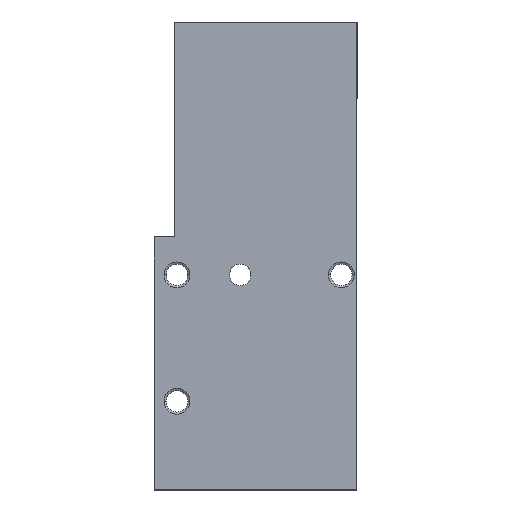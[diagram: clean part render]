
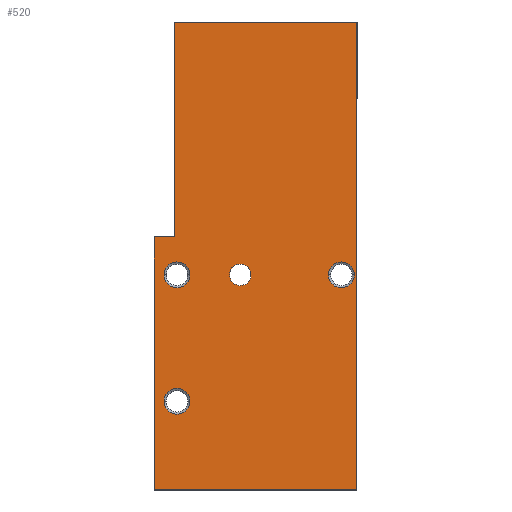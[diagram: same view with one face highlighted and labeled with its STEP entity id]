
A CAD part, top view. The second image highlights one B-rep face of the part: STEP entity #520.
In plain terms, the highlighted planar face has unit normal (0, 0, 1).
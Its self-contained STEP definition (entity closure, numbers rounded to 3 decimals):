
#294 = VERTEX_POINT ( 'NONE', #2113 ) ;
#296 = EDGE_CURVE ( 'NONE', #294, #297, #2112, .T. ) ;
#297 = VERTEX_POINT ( 'NONE', #2107 ) ;
#438 = VERTEX_POINT ( 'NONE', #2728 ) ;
#496 = ORIENTED_EDGE ( 'NONE', *, *, #497, .T. ) ;
#497 = EDGE_CURVE ( 'NONE', #692, #553, #2628, .T. ) ;
#498 = ORIENTED_EDGE ( 'NONE', *, *, #502, .T. ) ;
#499 = ORIENTED_EDGE ( 'NONE', *, *, #559, .T. ) ;
#500 = ORIENTED_EDGE ( 'NONE', *, *, #510, .T. ) ;
#502 = EDGE_CURVE ( 'NONE', #553, #554, #2683, .T. ) ;
#510 = EDGE_CURVE ( 'NONE', #557, #1377, #2612, .T. ) ;
#520 = ADVANCED_FACE ( 'NONE', ( #2594, #2593, #2592, #2591, #2590 ), #2589, .F. ) ;
#521 = EDGE_LOOP ( 'NONE', ( #522, #676 ) ) ;
#522 = ORIENTED_EDGE ( 'NONE', *, *, #523, .F. ) ;
#523 = EDGE_CURVE ( 'NONE', #297, #294, #2835, .T. ) ;
#553 = VERTEX_POINT ( 'NONE', #2856 ) ;
#554 = VERTEX_POINT ( 'NONE', #2855 ) ;
#557 = VERTEX_POINT ( 'NONE', #2843 ) ;
#559 = EDGE_CURVE ( 'NONE', #554, #557, #2842, .T. ) ;
#629 = VERTEX_POINT ( 'NONE', #3002 ) ;
#631 = EDGE_CURVE ( 'NONE', #629, #632, #2893, .T. ) ;
#632 = VERTEX_POINT ( 'NONE', #2888 ) ;
#642 = EDGE_CURVE ( 'NONE', #438, #643, #2963, .T. ) ;
#643 = VERTEX_POINT ( 'NONE', #2958 ) ;
#669 = ORIENTED_EDGE ( 'NONE', *, *, #1376, .T. ) ;
#676 = ORIENTED_EDGE ( 'NONE', *, *, #296, .F. ) ;
#677 = EDGE_LOOP ( 'NONE', ( #678, #680 ) ) ;
#678 = ORIENTED_EDGE ( 'NONE', *, *, #679, .F. ) ;
#679 = EDGE_CURVE ( 'NONE', #632, #629, #3120, .T. ) ;
#680 = ORIENTED_EDGE ( 'NONE', *, *, #631, .F. ) ;
#681 = EDGE_LOOP ( 'NONE', ( #682, #684 ) ) ;
#682 = ORIENTED_EDGE ( 'NONE', *, *, #683, .F. ) ;
#683 = EDGE_CURVE ( 'NONE', #643, #438, #3115, .T. ) ;
#684 = ORIENTED_EDGE ( 'NONE', *, *, #642, .F. ) ;
#685 = EDGE_LOOP ( 'NONE', ( #686, #687 ) ) ;
#686 = ORIENTED_EDGE ( 'NONE', *, *, #706, .F. ) ;
#687 = ORIENTED_EDGE ( 'NONE', *, *, #688, .F. ) ;
#688 = EDGE_CURVE ( 'NONE', #708, #707, #3110, .T. ) ;
#689 = EDGE_LOOP ( 'NONE', ( #690, #496, #498, #499, #500, #669 ) ) ;
#690 = ORIENTED_EDGE ( 'NONE', *, *, #691, .F. ) ;
#691 = EDGE_CURVE ( 'NONE', #692, #1374, #3105, .T. ) ;
#692 = VERTEX_POINT ( 'NONE', #3101 ) ;
#706 = EDGE_CURVE ( 'NONE', #707, #708, #3298, .T. ) ;
#707 = VERTEX_POINT ( 'NONE', #3294 ) ;
#708 = VERTEX_POINT ( 'NONE', #3293 ) ;
#1374 = VERTEX_POINT ( 'NONE', #4085 ) ;
#1376 = EDGE_CURVE ( 'NONE', #1377, #1374, #4084, .T. ) ;
#1377 = VERTEX_POINT ( 'NONE', #4080 ) ;
#1628 = DIRECTION ( 'NONE',  ( 0., 0., -1. ) ) ;
#1953 = DIRECTION ( 'NONE',  ( -1., 0., 0. ) ) ;
#2107 = CARTESIAN_POINT ( 'NONE',  ( 79.1, 85., 50. ) ) ;
#2108 = DIRECTION ( 'NONE',  ( 1., 0., 0. ) ) ;
#2109 = DIRECTION ( 'NONE',  ( 0., 0., 1. ) ) ;
#2110 = CARTESIAN_POINT ( 'NONE',  ( 74., 85., 50. ) ) ;
#2111 = AXIS2_PLACEMENT_3D ( 'NONE', #2110, #2109, #2108 ) ;
#2112 = CIRCLE ( 'NONE', #2111, 5.1 ) ;
#2113 = CARTESIAN_POINT ( 'NONE',  ( 68.9, 85., 50. ) ) ;
#2587 = CARTESIAN_POINT ( 'NONE',  ( 0., 185., 50. ) ) ;
#2588 = AXIS2_PLACEMENT_3D ( 'NONE', #2587, #1628, #1953 ) ;
#2589 = PLANE ( 'NONE',  #2588 ) ;
#2590 = FACE_OUTER_BOUND ( 'NONE', #689, .T. ) ;
#2591 = FACE_BOUND ( 'NONE', #685, .T. ) ;
#2592 = FACE_BOUND ( 'NONE', #681, .T. ) ;
#2593 = FACE_BOUND ( 'NONE', #677, .T. ) ;
#2594 = FACE_BOUND ( 'NONE', #521, .T. ) ;
#2609 = DIRECTION ( 'NONE',  ( 0., 1., 0. ) ) ;
#2610 = VECTOR ( 'NONE', #2609, 1000. ) ;
#2611 = CARTESIAN_POINT ( 'NONE',  ( 80., 0., 50. ) ) ;
#2612 = LINE ( 'NONE', #2611, #2610 ) ;
#2624 = DIRECTION ( 'NONE',  ( -1., 0., 0. ) ) ;
#2625 = VECTOR ( 'NONE', #2624, 1000. ) ;
#2626 = CARTESIAN_POINT ( 'NONE',  ( 8., 100., 50. ) ) ;
#2628 = LINE ( 'NONE', #2626, #2625 ) ;
#2680 = DIRECTION ( 'NONE',  ( 0., -1., 0. ) ) ;
#2681 = VECTOR ( 'NONE', #2680, 1000. ) ;
#2682 = CARTESIAN_POINT ( 'NONE',  ( 0., 0., 50. ) ) ;
#2683 = LINE ( 'NONE', #2682, #2681 ) ;
#2728 = CARTESIAN_POINT ( 'NONE',  ( 3.9, 35., 50. ) ) ;
#2830 = CARTESIAN_POINT ( 'NONE',  ( 74., 85., 50. ) ) ;
#2831 = DIRECTION ( 'NONE',  ( 0., 0., 1. ) ) ;
#2833 = DIRECTION ( 'NONE',  ( 1., 0., 0. ) ) ;
#2834 = AXIS2_PLACEMENT_3D ( 'NONE', #2830, #2831, #2833 ) ;
#2835 = CIRCLE ( 'NONE', #2834, 5.1 ) ;
#2840 = VECTOR ( 'NONE', #2945, 1000. ) ;
#2841 = CARTESIAN_POINT ( 'NONE',  ( 0., 0., 50. ) ) ;
#2842 = LINE ( 'NONE', #2841, #2840 ) ;
#2843 = CARTESIAN_POINT ( 'NONE',  ( 80., 0., 50. ) ) ;
#2855 = CARTESIAN_POINT ( 'NONE',  ( 0., 0., 50. ) ) ;
#2856 = CARTESIAN_POINT ( 'NONE',  ( 0., 100., 50. ) ) ;
#2888 = CARTESIAN_POINT ( 'NONE',  ( 14.1, 85., 50. ) ) ;
#2889 = DIRECTION ( 'NONE',  ( 1., 0., 0. ) ) ;
#2890 = DIRECTION ( 'NONE',  ( 0., 0., 1. ) ) ;
#2891 = CARTESIAN_POINT ( 'NONE',  ( 9., 85., 50. ) ) ;
#2892 = AXIS2_PLACEMENT_3D ( 'NONE', #2891, #2890, #2889 ) ;
#2893 = CIRCLE ( 'NONE', #2892, 5.1 ) ;
#2945 = DIRECTION ( 'NONE',  ( 1., 0., 0. ) ) ;
#2958 = CARTESIAN_POINT ( 'NONE',  ( 14.1, 35., 50. ) ) ;
#2959 = DIRECTION ( 'NONE',  ( 1., 0., 0. ) ) ;
#2960 = DIRECTION ( 'NONE',  ( 0., 0., 1. ) ) ;
#2961 = CARTESIAN_POINT ( 'NONE',  ( 9., 35., 50. ) ) ;
#2962 = AXIS2_PLACEMENT_3D ( 'NONE', #2961, #2960, #2959 ) ;
#2963 = CIRCLE ( 'NONE', #2962, 5.1 ) ;
#3002 = CARTESIAN_POINT ( 'NONE',  ( 3.9, 85., 50. ) ) ;
#3101 = CARTESIAN_POINT ( 'NONE',  ( 8., 100., 50. ) ) ;
#3102 = DIRECTION ( 'NONE',  ( 0., 1., 0. ) ) ;
#3103 = VECTOR ( 'NONE', #3102, 1000. ) ;
#3104 = CARTESIAN_POINT ( 'NONE',  ( 8., 185., 50. ) ) ;
#3105 = LINE ( 'NONE', #3104, #3103 ) ;
#3106 = DIRECTION ( 'NONE',  ( -1., 0., 0. ) ) ;
#3107 = DIRECTION ( 'NONE',  ( 0., 0., 1. ) ) ;
#3108 = CARTESIAN_POINT ( 'NONE',  ( 34., 85., 50. ) ) ;
#3109 = AXIS2_PLACEMENT_3D ( 'NONE', #3108, #3107, #3106 ) ;
#3110 = CIRCLE ( 'NONE', #3109, 4.25 ) ;
#3111 = DIRECTION ( 'NONE',  ( 1., 0., 0. ) ) ;
#3112 = DIRECTION ( 'NONE',  ( 0., 0., 1. ) ) ;
#3113 = CARTESIAN_POINT ( 'NONE',  ( 9., 35., 50. ) ) ;
#3114 = AXIS2_PLACEMENT_3D ( 'NONE', #3113, #3112, #3111 ) ;
#3115 = CIRCLE ( 'NONE', #3114, 5.1 ) ;
#3116 = DIRECTION ( 'NONE',  ( 1., 0., 0. ) ) ;
#3117 = DIRECTION ( 'NONE',  ( 0., 0., 1. ) ) ;
#3118 = CARTESIAN_POINT ( 'NONE',  ( 9., 85., 50. ) ) ;
#3119 = AXIS2_PLACEMENT_3D ( 'NONE', #3118, #3117, #3116 ) ;
#3120 = CIRCLE ( 'NONE', #3119, 5.1 ) ;
#3293 = CARTESIAN_POINT ( 'NONE',  ( 38.25, 85., 50. ) ) ;
#3294 = CARTESIAN_POINT ( 'NONE',  ( 29.75, 85., 50. ) ) ;
#3295 = DIRECTION ( 'NONE',  ( -1., 0., 0. ) ) ;
#3296 = DIRECTION ( 'NONE',  ( 0., 0., 1. ) ) ;
#3297 = AXIS2_PLACEMENT_3D ( 'NONE', #3303, #3296, #3295 ) ;
#3298 = CIRCLE ( 'NONE', #3297, 4.25 ) ;
#3303 = CARTESIAN_POINT ( 'NONE',  ( 34., 85., 50. ) ) ;
#4080 = CARTESIAN_POINT ( 'NONE',  ( 80., 185., 50. ) ) ;
#4081 = DIRECTION ( 'NONE',  ( -1., 0., 0. ) ) ;
#4082 = VECTOR ( 'NONE', #4081, 1000. ) ;
#4083 = CARTESIAN_POINT ( 'NONE',  ( 0., 185., 50. ) ) ;
#4084 = LINE ( 'NONE', #4083, #4082 ) ;
#4085 = CARTESIAN_POINT ( 'NONE',  ( 8., 185., 50. ) ) ;
